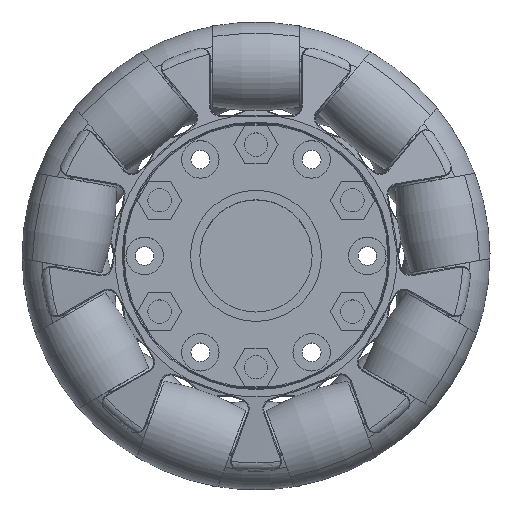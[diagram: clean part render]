
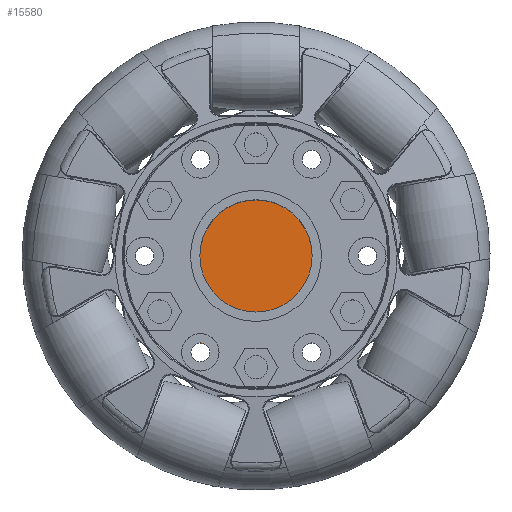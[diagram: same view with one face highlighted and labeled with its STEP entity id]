
A CAD part, top view. The second image highlights one B-rep face of the part: STEP entity #15580.
In plain terms, the highlighted face is planar.
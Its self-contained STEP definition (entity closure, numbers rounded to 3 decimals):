
#113 = CIRCLE ( 'NONE', #8610, 28.4 ) ;
#193 = CARTESIAN_POINT ( 'NONE',  ( -20.611, 0., 9.9 ) ) ;
#497 = CIRCLE ( 'NONE', #1948, 2. ) ;
#591 = CARTESIAN_POINT ( 'NONE',  ( 0., 0., -28.4 ) ) ;
#598 = CIRCLE ( 'NONE', #17948, 2. ) ;
#1073 = DIRECTION ( 'NONE',  ( 0., 1., 0. ) ) ;
#1177 = DIRECTION ( 'NONE',  ( 0., 0., 1. ) ) ;
#1341 = CIRCLE ( 'NONE', #8002, 2. ) ;
#1357 = DIRECTION ( 'NONE',  ( 0., 0., 1. ) ) ;
#1583 = AXIS2_PLACEMENT_3D ( 'NONE', #5862, #18325, #21887 ) ;
#1944 = CARTESIAN_POINT ( 'NONE',  ( 0., 0., 0. ) ) ;
#1948 = AXIS2_PLACEMENT_3D ( 'NONE', #17569, #17904, #21245 ) ;
#2063 = AXIS2_PLACEMENT_3D ( 'NONE', #13292, #13053, #14913 ) ;
#2553 = DIRECTION ( 'NONE',  ( 0., 0., 1. ) ) ;
#2929 = CARTESIAN_POINT ( 'NONE',  ( 0., 0., 23.8 ) ) ;
#3076 = AXIS2_PLACEMENT_3D ( 'NONE', #7775, #13088, #2553 ) ;
#3239 = EDGE_CURVE ( 'NONE', #11767, #6413, #113, .T. ) ;
#3381 = EDGE_CURVE ( 'NONE', #17793, #21443, #21503, .T. ) ;
#3614 = ORIENTED_EDGE ( 'NONE', *, *, #15134, .T. ) ;
#3621 = DIRECTION ( 'NONE',  ( 0., 0., 1. ) ) ;
#3976 = EDGE_CURVE ( 'NONE', #22053, #21671, #497, .T. ) ;
#4074 = ORIENTED_EDGE ( 'NONE', *, *, #5610, .T. ) ;
#4314 = DIRECTION ( 'NONE',  ( 0., 0., 1. ) ) ;
#4391 = FACE_BOUND ( 'NONE', #19976, .T. ) ;
#4477 = CARTESIAN_POINT ( 'NONE',  ( 0., 0., 21.8 ) ) ;
#4499 = FACE_BOUND ( 'NONE', #17605, .T. ) ;
#4517 = ORIENTED_EDGE ( 'NONE', *, *, #20859, .T. ) ;
#4537 = CARTESIAN_POINT ( 'NONE',  ( 0., 0., 23.8 ) ) ;
#4944 = DIRECTION ( 'NONE',  ( 0., 1., 0. ) ) ;
#5160 = CARTESIAN_POINT ( 'NONE',  ( 0., 0., -23.8 ) ) ;
#5492 = ORIENTED_EDGE ( 'NONE', *, *, #11570, .T. ) ;
#5549 = VERTEX_POINT ( 'NONE', #193 ) ;
#5610 = EDGE_CURVE ( 'NONE', #17452, #5549, #17458, .T. ) ;
#5686 = VERTEX_POINT ( 'NONE', #6072 ) ;
#5862 = CARTESIAN_POINT ( 'NONE',  ( 20.611, 0., 11.9 ) ) ;
#6001 = FACE_BOUND ( 'NONE', #14951, .T. ) ;
#6008 = ORIENTED_EDGE ( 'NONE', *, *, #16546, .F. ) ;
#6053 = EDGE_CURVE ( 'NONE', #20083, #20614, #20447, .T. ) ;
#6072 = CARTESIAN_POINT ( 'NONE',  ( 0., 0., -21.8 ) ) ;
#6298 = EDGE_LOOP ( 'NONE', ( #4517, #12756 ) ) ;
#6413 = VERTEX_POINT ( 'NONE', #591 ) ;
#6684 = CARTESIAN_POINT ( 'NONE',  ( 0., 0., 0. ) ) ;
#6805 = EDGE_LOOP ( 'NONE', ( #22479, #5492 ) ) ;
#7097 = DIRECTION ( 'NONE',  ( 0., 1., 0. ) ) ;
#7775 = CARTESIAN_POINT ( 'NONE',  ( -20.611, 0., -11.9 ) ) ;
#7831 = VERTEX_POINT ( 'NONE', #22379 ) ;
#8002 = AXIS2_PLACEMENT_3D ( 'NONE', #8685, #19183, #10661 ) ;
#8357 = ORIENTED_EDGE ( 'NONE', *, *, #6053, .T. ) ;
#8610 = AXIS2_PLACEMENT_3D ( 'NONE', #6684, #4944, #1357 ) ;
#8644 = ORIENTED_EDGE ( 'NONE', *, *, #3381, .T. ) ;
#8685 = CARTESIAN_POINT ( 'NONE',  ( 20.611, 0., 11.9 ) ) ;
#8724 = CIRCLE ( 'NONE', #9477, 2. ) ;
#9102 = CIRCLE ( 'NONE', #2063, 2. ) ;
#9140 = DIRECTION ( 'NONE',  ( 0., 1., 0. ) ) ;
#9477 = AXIS2_PLACEMENT_3D ( 'NONE', #5160, #12210, #11768 ) ;
#9706 = FACE_BOUND ( 'NONE', #6298, .T. ) ;
#9775 = EDGE_LOOP ( 'NONE', ( #6008, #20573 ) ) ;
#9832 = ORIENTED_EDGE ( 'NONE', *, *, #11326, .T. ) ;
#9932 = EDGE_CURVE ( 'NONE', #14012, #7831, #13428, .T. ) ;
#10661 = DIRECTION ( 'NONE',  ( 0., 0., 1. ) ) ;
#10971 = ORIENTED_EDGE ( 'NONE', *, *, #17098, .T. ) ;
#11065 = CARTESIAN_POINT ( 'NONE',  ( -20.611, 0., 11.9 ) ) ;
#11258 = AXIS2_PLACEMENT_3D ( 'NONE', #4537, #11600, #4314 ) ;
#11326 = EDGE_CURVE ( 'NONE', #5686, #21391, #13510, .T. ) ;
#11348 = FACE_BOUND ( 'NONE', #6805, .T. ) ;
#11570 = EDGE_CURVE ( 'NONE', #7831, #14012, #15749, .T. ) ;
#11600 = DIRECTION ( 'NONE',  ( 0., 1., 0. ) ) ;
#11611 = CARTESIAN_POINT ( 'NONE',  ( 0., 0., -23.8 ) ) ;
#11767 = VERTEX_POINT ( 'NONE', #21216 ) ;
#11768 = DIRECTION ( 'NONE',  ( 0., 0., 1. ) ) ;
#12210 = DIRECTION ( 'NONE',  ( 0., 1., 0. ) ) ;
#12315 = CIRCLE ( 'NONE', #20427, 2. ) ;
#12668 = AXIS2_PLACEMENT_3D ( 'NONE', #11065, #14306, #16262 ) ;
#12756 = ORIENTED_EDGE ( 'NONE', *, *, #3976, .T. ) ;
#12851 = EDGE_CURVE ( 'NONE', #5549, #17452, #9102, .T. ) ;
#13053 = DIRECTION ( 'NONE',  ( 0., 1., 0. ) ) ;
#13063 = CARTESIAN_POINT ( 'NONE',  ( 0., 0., 0. ) ) ;
#13088 = DIRECTION ( 'NONE',  ( 0., 1., 0. ) ) ;
#13148 = AXIS2_PLACEMENT_3D ( 'NONE', #14602, #21611, #20305 ) ;
#13160 = AXIS2_PLACEMENT_3D ( 'NONE', #1944, #9140, #14461 ) ;
#13292 = CARTESIAN_POINT ( 'NONE',  ( -20.611, 0., 11.9 ) ) ;
#13299 = FACE_OUTER_BOUND ( 'NONE', #9775, .T. ) ;
#13402 = DIRECTION ( 'NONE',  ( 0., 1., 0. ) ) ;
#13428 = CIRCLE ( 'NONE', #3076, 2. ) ;
#13510 = CIRCLE ( 'NONE', #20519, 2. ) ;
#13939 = ORIENTED_EDGE ( 'NONE', *, *, #12851, .T. ) ;
#14012 = VERTEX_POINT ( 'NONE', #14669 ) ;
#14208 = CARTESIAN_POINT ( 'NONE',  ( 20.611, 0., 9.9 ) ) ;
#14306 = DIRECTION ( 'NONE',  ( 0., 1., 0. ) ) ;
#14358 = CARTESIAN_POINT ( 'NONE',  ( -20.611, 0., 13.9 ) ) ;
#14461 = DIRECTION ( 'NONE',  ( 0., 0., 1. ) ) ;
#14602 = CARTESIAN_POINT ( 'NONE',  ( -20.611, 0., -11.9 ) ) ;
#14669 = CARTESIAN_POINT ( 'NONE',  ( -20.611, 0., -9.9 ) ) ;
#14913 = DIRECTION ( 'NONE',  ( 0., 0., 1. ) ) ;
#14951 = EDGE_LOOP ( 'NONE', ( #22619, #8644 ) ) ;
#15134 = EDGE_CURVE ( 'NONE', #20614, #20083, #12315, .T. ) ;
#15322 = DIRECTION ( 'NONE',  ( 0., 1., 0. ) ) ;
#15580 = ADVANCED_FACE ( 'NONE', ( #13299, #4391, #4499, #6001, #9706, #21699, #11348 ), #20218, .F. ) ;
#15749 = CIRCLE ( 'NONE', #13148, 2. ) ;
#15872 = EDGE_LOOP ( 'NONE', ( #9832, #10971 ) ) ;
#16262 = DIRECTION ( 'NONE',  ( 0., 0., 1. ) ) ;
#16546 = EDGE_CURVE ( 'NONE', #6413, #11767, #17563, .T. ) ;
#16882 = DIRECTION ( 'NONE',  ( 1., 0., 0. ) ) ;
#16893 = CARTESIAN_POINT ( 'NONE',  ( 0., 0., -25.8 ) ) ;
#17098 = EDGE_CURVE ( 'NONE', #21391, #5686, #8724, .T. ) ;
#17227 = CARTESIAN_POINT ( 'NONE',  ( 20.611, 0., 13.9 ) ) ;
#17274 = EDGE_CURVE ( 'NONE', #21443, #17793, #1341, .T. ) ;
#17452 = VERTEX_POINT ( 'NONE', #14358 ) ;
#17458 = CIRCLE ( 'NONE', #12668, 2. ) ;
#17550 = AXIS2_PLACEMENT_3D ( 'NONE', #13063, #13402, #16882 ) ;
#17563 = CIRCLE ( 'NONE', #13160, 28.4 ) ;
#17569 = CARTESIAN_POINT ( 'NONE',  ( 20.611, 0., -11.9 ) ) ;
#17605 = EDGE_LOOP ( 'NONE', ( #8357, #3614 ) ) ;
#17793 = VERTEX_POINT ( 'NONE', #14208 ) ;
#17904 = DIRECTION ( 'NONE',  ( 0., 1., 0. ) ) ;
#17948 = AXIS2_PLACEMENT_3D ( 'NONE', #21635, #7097, #3621 ) ;
#18325 = DIRECTION ( 'NONE',  ( 0., 1., 0. ) ) ;
#19183 = DIRECTION ( 'NONE',  ( 0., 1., 0. ) ) ;
#19402 = CARTESIAN_POINT ( 'NONE',  ( 20.611, 0., -9.9 ) ) ;
#19976 = EDGE_LOOP ( 'NONE', ( #4074, #13939 ) ) ;
#20083 = VERTEX_POINT ( 'NONE', #21941 ) ;
#20218 = PLANE ( 'NONE',  #17550 ) ;
#20305 = DIRECTION ( 'NONE',  ( 0., 0., 1. ) ) ;
#20427 = AXIS2_PLACEMENT_3D ( 'NONE', #2929, #15322, #20612 ) ;
#20447 = CIRCLE ( 'NONE', #11258, 2. ) ;
#20517 = CARTESIAN_POINT ( 'NONE',  ( 20.611, 0., -13.9 ) ) ;
#20519 = AXIS2_PLACEMENT_3D ( 'NONE', #11611, #1073, #1177 ) ;
#20573 = ORIENTED_EDGE ( 'NONE', *, *, #3239, .F. ) ;
#20612 = DIRECTION ( 'NONE',  ( 0., 0., 1. ) ) ;
#20614 = VERTEX_POINT ( 'NONE', #4477 ) ;
#20859 = EDGE_CURVE ( 'NONE', #21671, #22053, #598, .T. ) ;
#21216 = CARTESIAN_POINT ( 'NONE',  ( 0., 0., 28.4 ) ) ;
#21245 = DIRECTION ( 'NONE',  ( 0., 0., 1. ) ) ;
#21391 = VERTEX_POINT ( 'NONE', #16893 ) ;
#21443 = VERTEX_POINT ( 'NONE', #17227 ) ;
#21503 = CIRCLE ( 'NONE', #1583, 2. ) ;
#21611 = DIRECTION ( 'NONE',  ( 0., 1., 0. ) ) ;
#21635 = CARTESIAN_POINT ( 'NONE',  ( 20.611, 0., -11.9 ) ) ;
#21671 = VERTEX_POINT ( 'NONE', #19402 ) ;
#21699 = FACE_BOUND ( 'NONE', #15872, .T. ) ;
#21887 = DIRECTION ( 'NONE',  ( 0., 0., 1. ) ) ;
#21941 = CARTESIAN_POINT ( 'NONE',  ( 0., 0., 25.8 ) ) ;
#22053 = VERTEX_POINT ( 'NONE', #20517 ) ;
#22379 = CARTESIAN_POINT ( 'NONE',  ( -20.611, 0., -13.9 ) ) ;
#22479 = ORIENTED_EDGE ( 'NONE', *, *, #9932, .T. ) ;
#22619 = ORIENTED_EDGE ( 'NONE', *, *, #17274, .T. ) ;
